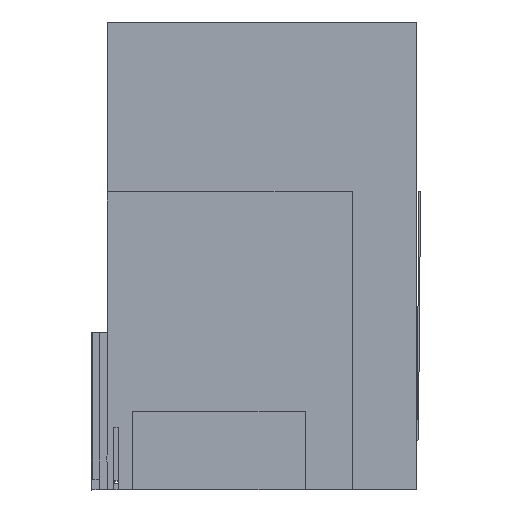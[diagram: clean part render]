
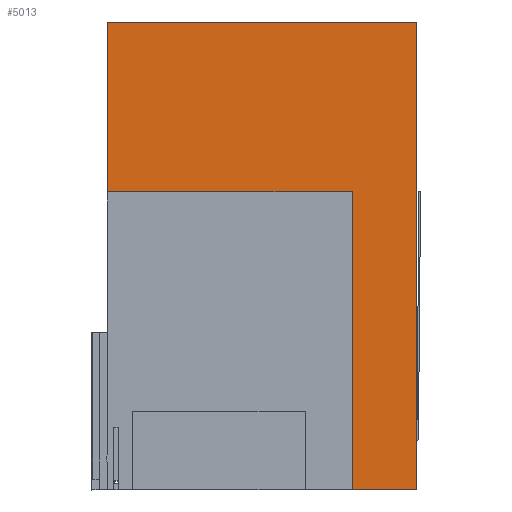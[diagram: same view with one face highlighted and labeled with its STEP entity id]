
A CAD part, left-side view. The second image highlights one B-rep face of the part: STEP entity #5013.
In plain terms, the highlighted planar face has unit normal (-1, 0, 0).
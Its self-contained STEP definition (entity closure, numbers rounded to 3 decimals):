
#4993=AXIS2_PLACEMENT_3D('Plane Axis2P3D',#4990,#4991,#4992) ;
#821=CARTESIAN_POINT('Vertex',(-49.,-98.5,149.)) ;
#824=CARTESIAN_POINT('Line Origine',(-49.,-98.5,74.5)) ;
#828=CARTESIAN_POINT('Vertex',(-49.,-98.5,0.)) ;
#873=CARTESIAN_POINT('Line Origine',(-49.,-78.,47.5)) ;
#877=CARTESIAN_POINT('Vertex',(-49.,-78.,95.)) ;
#879=CARTESIAN_POINT('Vertex',(-49.,-78.,0.)) ;
#2418=CARTESIAN_POINT('Vertex',(-49.,0.,149.)) ;
#2421=CARTESIAN_POINT('Line Origine',(-49.,-49.25,149.)) ;
#4964=CARTESIAN_POINT('Line Origine',(-49.,-39.,95.)) ;
#4968=CARTESIAN_POINT('Vertex',(-49.,0.,95.)) ;
#4990=CARTESIAN_POINT('Axis2P3D Location',(-49.,-98.5,149.)) ;
#4995=CARTESIAN_POINT('Line Origine',(-49.,-88.25,0.)) ;
#5000=CARTESIAN_POINT('Line Origine',(-49.,0.,122.)) ;
#825=DIRECTION('Vector Direction',(0.,0.,-1.)) ;
#874=DIRECTION('Vector Direction',(0.,0.,-1.)) ;
#2422=DIRECTION('Vector Direction',(0.,1.,0.)) ;
#4965=DIRECTION('Vector Direction',(0.,-1.,0.)) ;
#4991=DIRECTION('Axis2P3D Direction',(-1.,0.,0.)) ;
#4992=DIRECTION('Axis2P3D XDirection',(0.,1.,0.)) ;
#4996=DIRECTION('Vector Direction',(0.,1.,0.)) ;
#5001=DIRECTION('Vector Direction',(0.,0.,-1.)) ;
#826=VECTOR('Line Direction',#825,1.) ;
#875=VECTOR('Line Direction',#874,1.) ;
#2423=VECTOR('Line Direction',#2422,1.) ;
#4966=VECTOR('Line Direction',#4965,1.) ;
#4997=VECTOR('Line Direction',#4996,1.) ;
#5002=VECTOR('Line Direction',#5001,1.) ;
#5006=ORIENTED_EDGE('',*,*,#881,.T.) ;
#5007=ORIENTED_EDGE('',*,*,#4999,.T.) ;
#5008=ORIENTED_EDGE('',*,*,#830,.F.) ;
#5009=ORIENTED_EDGE('',*,*,#2425,.F.) ;
#5010=ORIENTED_EDGE('',*,*,#5004,.T.) ;
#5011=ORIENTED_EDGE('',*,*,#4970,.T.) ;
#5013=ADVANCED_FACE('Hauptkoerper nicht benutzen',(#5012),#4994,.T.) ;
#830=EDGE_CURVE('',#822,#829,#827,.T.) ;
#881=EDGE_CURVE('',#878,#880,#876,.T.) ;
#2425=EDGE_CURVE('',#2419,#822,#2424,.F.) ;
#4970=EDGE_CURVE('',#4969,#878,#4967,.T.) ;
#4999=EDGE_CURVE('',#880,#829,#4998,.F.) ;
#5004=EDGE_CURVE('',#2419,#4969,#5003,.T.) ;
#5005=EDGE_LOOP('',(#5006,#5007,#5008,#5009,#5010,#5011)) ;
#5012=FACE_OUTER_BOUND('',#5005,.T.) ;
#827=LINE('Line',#824,#826) ;
#876=LINE('Line',#873,#875) ;
#2424=LINE('Line',#2421,#2423) ;
#4967=LINE('Line',#4964,#4966) ;
#4998=LINE('Line',#4995,#4997) ;
#5003=LINE('Line',#5000,#5002) ;
#4994=PLANE('Plane',#4993) ;
#822=VERTEX_POINT('',#821) ;
#829=VERTEX_POINT('',#828) ;
#878=VERTEX_POINT('',#877) ;
#880=VERTEX_POINT('',#879) ;
#2419=VERTEX_POINT('',#2418) ;
#4969=VERTEX_POINT('',#4968) ;
